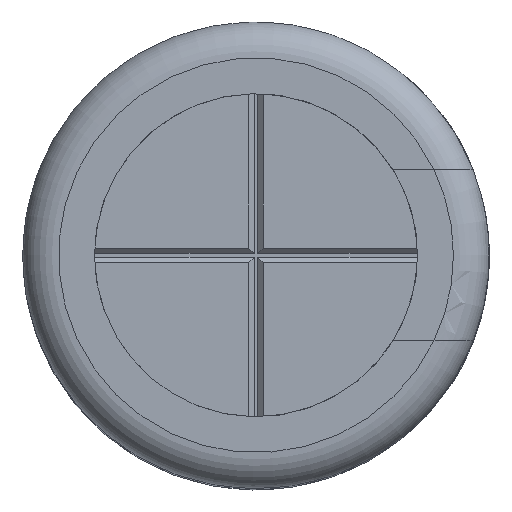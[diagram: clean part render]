
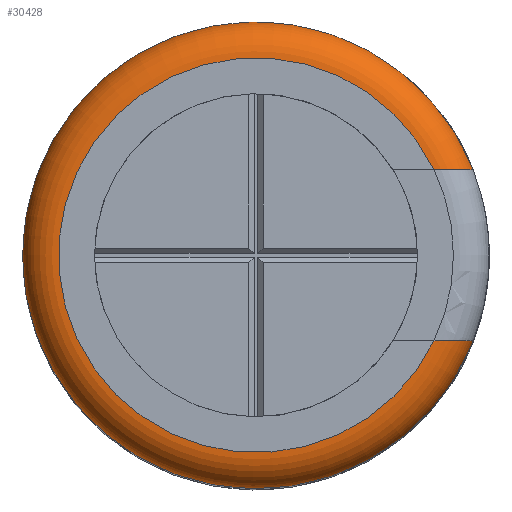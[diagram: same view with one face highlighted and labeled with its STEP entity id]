
A CAD part, top view. The second image highlights one B-rep face of the part: STEP entity #30428.
In plain terms, the highlighted toroidal (fillet/blend) face has major radius 5.5 mm and minor radius 1 mm.
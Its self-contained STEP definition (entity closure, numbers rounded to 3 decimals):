
#29 = VERTEX_POINT ( 'NONE', #5442 ) ;
#278 = CARTESIAN_POINT ( 'NONE',  ( 0., 0., 25. ) ) ;
#412 = DIRECTION ( 'NONE',  ( 0., 0., 1. ) ) ;
#564 = FACE_OUTER_BOUND ( 'NONE', #17570, .T. ) ;
#1260 = CARTESIAN_POINT ( 'NONE',  ( 4.955, 2.387, 25. ) ) ;
#1789 = DIRECTION ( 'NONE',  ( 0., 0., -1. ) ) ;
#1842 = VERTEX_POINT ( 'NONE', #5048 ) ;
#2104 = DIRECTION ( 'NONE',  ( 0., 0., -1. ) ) ;
#2499 = B_SPLINE_CURVE_WITH_KNOTS ( 'NONE', 3,
 ( #1260, #23611, #3796, #28229, #15616, #11466, #18191, #28059 ),
 .UNSPECIFIED., .F., .F.,
 ( 4, 2, 2, 4 ),
 ( 0.001, 0.002, 0.003, 0.003 ),
 .UNSPECIFIED. ) ;
#3286 = CIRCLE ( 'NONE', #4323, 6.5 ) ;
#3796 = CARTESIAN_POINT ( 'NONE',  ( 5.505, 2.387, 24.905 ) ) ;
#4323 = AXIS2_PLACEMENT_3D ( 'NONE', #8822, #1789, #9465 ) ;
#5048 = CARTESIAN_POINT ( 'NONE',  ( 6.046, -2.387, 24. ) ) ;
#5442 = CARTESIAN_POINT ( 'NONE',  ( 4.955, 2.387, 25. ) ) ;
#7014 = CARTESIAN_POINT ( 'NONE',  ( 4.955, -2.387, 25. ) ) ;
#7466 = DIRECTION ( 'NONE',  ( 1., 0., 0. ) ) ;
#7594 = EDGE_CURVE ( 'NONE', #23434, #24743, #17829, .T. ) ;
#8430 = EDGE_CURVE ( 'NONE', #29, #26334, #30812, .T. ) ;
#8822 = CARTESIAN_POINT ( 'NONE',  ( 0., 0., 24. ) ) ;
#9465 = DIRECTION ( 'NONE',  ( 1., 0., 0. ) ) ;
#9966 = CARTESIAN_POINT ( 'NONE',  ( 6.046, 2.387, 24. ) ) ;
#10166 = AXIS2_PLACEMENT_3D ( 'NONE', #12013, #2104, #21619 ) ;
#10645 = DIRECTION ( 'NONE',  ( 1., 0., 0. ) ) ;
#10993 = ORIENTED_EDGE ( 'NONE', *, *, #18843, .T. ) ;
#11351 = CARTESIAN_POINT ( 'NONE',  ( 5.815, -2.387, 24.633 ) ) ;
#11466 = CARTESIAN_POINT ( 'NONE',  ( 6.015, 2.387, 24.275 ) ) ;
#11504 = CARTESIAN_POINT ( 'NONE',  ( 5.899, -2.387, 24.522 ) ) ;
#11669 = CARTESIAN_POINT ( 'NONE',  ( 6.046, -2.387, 24. ) ) ;
#12013 = CARTESIAN_POINT ( 'NONE',  ( 0., 0., 24. ) ) ;
#13015 = CARTESIAN_POINT ( 'NONE',  ( 0., 0., 24. ) ) ;
#13303 = TOROIDAL_SURFACE ( 'NONE', #29105, 5.5, 1. ) ;
#14048 = CARTESIAN_POINT ( 'NONE',  ( 5.228, -2.387, 25. ) ) ;
#15616 = CARTESIAN_POINT ( 'NONE',  ( 5.898, 2.387, 24.524 ) ) ;
#17520 = AXIS2_PLACEMENT_3D ( 'NONE', #278, #19630, #7466 ) ;
#17570 = EDGE_LOOP ( 'NONE', ( #29337, #25361, #29265, #10993, #29600 ) ) ;
#17829 = CIRCLE ( 'NONE', #10166, 6.5 ) ;
#18191 = CARTESIAN_POINT ( 'NONE',  ( 6.046, 2.387, 24.138 ) ) ;
#18843 = EDGE_CURVE ( 'NONE', #29, #24743, #2499, .T. ) ;
#18855 = CARTESIAN_POINT ( 'NONE',  ( 6.015, -2.387, 24.274 ) ) ;
#19630 = DIRECTION ( 'NONE',  ( 0., 0., 1. ) ) ;
#21619 = DIRECTION ( 'NONE',  ( 1., 0., 0. ) ) ;
#22523 = CARTESIAN_POINT ( 'NONE',  ( 4.955, -2.387, 25. ) ) ;
#23434 = VERTEX_POINT ( 'NONE', #24974 ) ;
#23611 = CARTESIAN_POINT ( 'NONE',  ( 5.229, 2.387, 25. ) ) ;
#24317 = EDGE_CURVE ( 'NONE', #1842, #23434, #3286, .T. ) ;
#24743 = VERTEX_POINT ( 'NONE', #9966 ) ;
#24974 = CARTESIAN_POINT ( 'NONE',  ( -6.5, 0., 24. ) ) ;
#25361 = ORIENTED_EDGE ( 'NONE', *, *, #28381, .T. ) ;
#26032 = CARTESIAN_POINT ( 'NONE',  ( 5.504, -2.387, 24.906 ) ) ;
#26334 = VERTEX_POINT ( 'NONE', #22523 ) ;
#28059 = CARTESIAN_POINT ( 'NONE',  ( 6.046, 2.387, 24. ) ) ;
#28229 = CARTESIAN_POINT ( 'NONE',  ( 5.813, 2.387, 24.635 ) ) ;
#28381 = EDGE_CURVE ( 'NONE', #1842, #26334, #30874, .T. ) ;
#29105 = AXIS2_PLACEMENT_3D ( 'NONE', #13015, #412, #10645 ) ;
#29265 = ORIENTED_EDGE ( 'NONE', *, *, #8430, .F. ) ;
#29337 = ORIENTED_EDGE ( 'NONE', *, *, #24317, .F. ) ;
#29600 = ORIENTED_EDGE ( 'NONE', *, *, #7594, .F. ) ;
#30428 = ADVANCED_FACE ( 'NONE', ( #564 ), #13303, .T. ) ;
#30681 = CARTESIAN_POINT ( 'NONE',  ( 6.046, -2.387, 24.136 ) ) ;
#30812 = CIRCLE ( 'NONE', #17520, 5.5 ) ;
#30874 = B_SPLINE_CURVE_WITH_KNOTS ( 'NONE', 3,
 ( #11669, #30681, #18855, #11504, #11351, #26032, #14048, #7014 ),
 .UNSPECIFIED., .F., .F.,
 ( 4, 2, 2, 4 ),
 ( 0.004, 0.004, 0.004, 0.005 ),
 .UNSPECIFIED. ) ;
